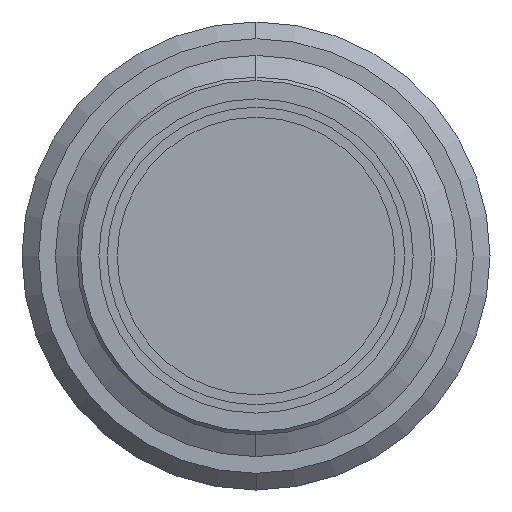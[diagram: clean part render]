
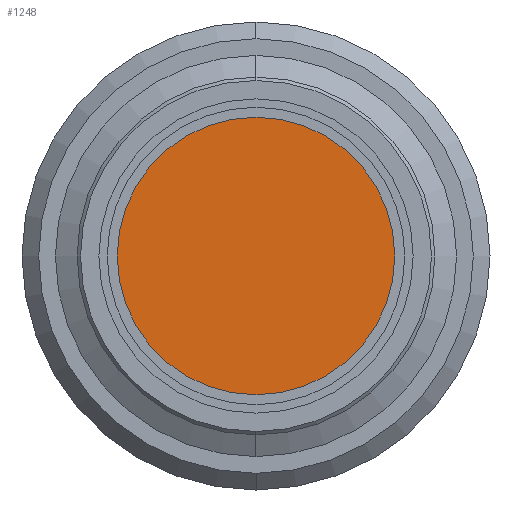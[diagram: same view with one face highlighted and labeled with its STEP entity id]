
A CAD part, left-side view. The second image highlights one B-rep face of the part: STEP entity #1248.
In plain terms, the highlighted face is planar.
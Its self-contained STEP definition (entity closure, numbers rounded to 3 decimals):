
#51 = AXIS2_PLACEMENT_3D ( 'NONE', #979, #521, #303 ) ;
#137 = DIRECTION ( 'NONE',  ( 1., 0., 0. ) ) ;
#303 = DIRECTION ( 'NONE',  ( 0., 0., -1. ) ) ;
#340 = EDGE_CURVE ( 'NONE', #947, #1936, #2799, .T. ) ;
#383 = FACE_OUTER_BOUND ( 'NONE', #912, .T. ) ;
#399 = CIRCLE ( 'NONE', #51, 4.15 ) ;
#422 = DIRECTION ( 'NONE',  ( 0., 0., 1. ) ) ;
#521 = DIRECTION ( 'NONE',  ( 1., 0., 0. ) ) ;
#848 = ORIENTED_EDGE ( 'NONE', *, *, #1712, .T. ) ;
#912 = EDGE_LOOP ( 'NONE', ( #3103, #848 ) ) ;
#947 = VERTEX_POINT ( 'NONE', #2679 ) ;
#979 = CARTESIAN_POINT ( 'NONE',  ( 45., 0., 0. ) ) ;
#1043 = AXIS2_PLACEMENT_3D ( 'NONE', #1582, #137, #1832 ) ;
#1248 = ADVANCED_FACE ( 'NONE', ( #383 ), #2364, .F. ) ;
#1382 = CARTESIAN_POINT ( 'NONE',  ( 45., 5.25, 0. ) ) ;
#1582 = CARTESIAN_POINT ( 'NONE',  ( 45., 0., 0. ) ) ;
#1712 = EDGE_CURVE ( 'NONE', #1936, #947, #399, .T. ) ;
#1832 = DIRECTION ( 'NONE',  ( 0., 0., -1. ) ) ;
#1936 = VERTEX_POINT ( 'NONE', #2145 ) ;
#2115 = DIRECTION ( 'NONE',  ( -1., 0., 0. ) ) ;
#2145 = CARTESIAN_POINT ( 'NONE',  ( 45., 0., 4.15 ) ) ;
#2364 = PLANE ( 'NONE',  #2442 ) ;
#2442 = AXIS2_PLACEMENT_3D ( 'NONE', #1382, #2115, #422 ) ;
#2679 = CARTESIAN_POINT ( 'NONE',  ( 45., 0., -4.15 ) ) ;
#2799 = CIRCLE ( 'NONE', #1043, 4.15 ) ;
#3103 = ORIENTED_EDGE ( 'NONE', *, *, #340, .T. ) ;
